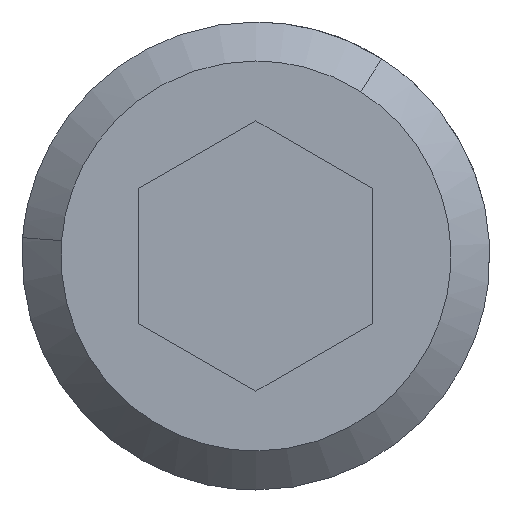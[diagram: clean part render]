
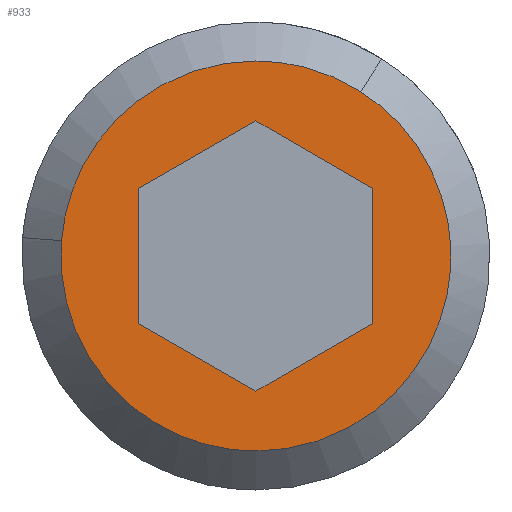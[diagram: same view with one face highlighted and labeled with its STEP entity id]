
A CAD part, front view. The second image highlights one B-rep face of the part: STEP entity #933.
In plain terms, the highlighted free-form (B-spline) face has degree [1, 1] with [2, 2] control points.
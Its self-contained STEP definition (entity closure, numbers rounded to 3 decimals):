
#271=CARTESIAN_POINT('',(1.345,-24.55,2.108));
#272=VERTEX_POINT('',#271);
#278=CARTESIAN_POINT('',(0.0,-24.55,-2.5));
#279=VERTEX_POINT('',#278);
#280=CARTESIAN_POINT('',(0.0,-24.55,-2.5));
#281=CARTESIAN_POINT('',(2.5,-24.55,-2.5));
#282=CARTESIAN_POINT('',(2.5,-24.55,0.));
#283=CARTESIAN_POINT('',(2.5,-24.55,1.37));
#284=CARTESIAN_POINT('',(1.345,-24.55,2.108));
#292=(BOUNDED_CURVE()B_SPLINE_CURVE(2,(#280,#281,#282,#283,#284),.UNSPECIFIED.,.F.,.U.)B_SPLINE_CURVE_WITH_KNOTS((3,2,3),(0.0,0.25,0.408),.UNSPECIFIED.)CURVE()GEOMETRIC_REPRESENTATION_ITEM()RATIONAL_B_SPLINE_CURVE((1.0,0.707,1.0,0.815,0.864))REPRESENTATION_ITEM(''));
#293=EDGE_CURVE('',#279,#272,#292,.T.);
#295=CARTESIAN_POINT('',(-2.492,-24.55,0.196));
#296=VERTEX_POINT('',#295);
#297=CARTESIAN_POINT('',(-2.492,-24.55,0.196));
#298=CARTESIAN_POINT('',(-2.5,-24.55,0.098));
#299=CARTESIAN_POINT('',(-2.5,-24.55,0.));
#300=CARTESIAN_POINT('',(-2.5,-24.55,-2.5));
#301=CARTESIAN_POINT('',(0.0,-24.55,-2.5));
#309=(BOUNDED_CURVE()B_SPLINE_CURVE(2,(#297,#298,#299,#300,#301),.UNSPECIFIED.,.F.,.U.)B_SPLINE_CURVE_WITH_KNOTS((3,2,3),(0.736,0.75,1.0),.UNSPECIFIED.)CURVE()GEOMETRIC_REPRESENTATION_ITEM()RATIONAL_B_SPLINE_CURVE((0.97,0.984,1.0,0.707,1.0))REPRESENTATION_ITEM(''));
#310=EDGE_CURVE('',#296,#279,#309,.T.);
#414=CARTESIAN_POINT('',(0.0,-24.55,2.5));
#415=VERTEX_POINT('',#414);
#416=CARTESIAN_POINT('',(0.0,-24.55,2.5));
#417=CARTESIAN_POINT('',(-2.311,-24.55,2.5));
#418=CARTESIAN_POINT('',(-2.492,-24.55,0.196));
#426=(BOUNDED_CURVE()B_SPLINE_CURVE(2,(#416,#417,#418),.UNSPECIFIED.,.F.,.U.)B_SPLINE_CURVE_WITH_KNOTS((3,3),(0.5,0.736),.UNSPECIFIED.)CURVE()GEOMETRIC_REPRESENTATION_ITEM()RATIONAL_B_SPLINE_CURVE((1.0,0.723,0.97))REPRESENTATION_ITEM(''));
#427=EDGE_CURVE('',#415,#296,#426,.T.);
#429=CARTESIAN_POINT('',(1.345,-24.55,2.108));
#430=CARTESIAN_POINT('',(0.73,-24.55,2.5));
#431=CARTESIAN_POINT('',(0.0,-24.55,2.5));
#439=(BOUNDED_CURVE()B_SPLINE_CURVE(2,(#429,#430,#431),.UNSPECIFIED.,.F.,.U.)B_SPLINE_CURVE_WITH_KNOTS((3,3),(0.408,0.5),.UNSPECIFIED.)CURVE()GEOMETRIC_REPRESENTATION_ITEM()RATIONAL_B_SPLINE_CURVE((0.864,0.892,1.0))REPRESENTATION_ITEM(''));
#440=EDGE_CURVE('',#272,#415,#439,.T.);
#787=CARTESIAN_POINT('',(0.,-24.55,1.732));
#788=VERTEX_POINT('',#787);
#789=CARTESIAN_POINT('',(-1.5,-24.55,0.866));
#790=VERTEX_POINT('',#789);
#791=CARTESIAN_POINT('',(0.,-24.55,1.732));
#792=CARTESIAN_POINT('',(-1.5,-24.55,0.866));
#793=QUASI_UNIFORM_CURVE('',1,(#791,#792),.UNSPECIFIED.,.F.,.U.);
#794=EDGE_CURVE('',#788,#790,#793,.T.);
#815=CARTESIAN_POINT('',(1.5,-24.55,0.866));
#816=VERTEX_POINT('',#815);
#817=CARTESIAN_POINT('',(1.5,-24.55,0.866));
#818=CARTESIAN_POINT('',(0.,-24.55,1.732));
#819=QUASI_UNIFORM_CURVE('',1,(#817,#818),.UNSPECIFIED.,.F.,.U.);
#820=EDGE_CURVE('',#816,#788,#819,.T.);
#837=CARTESIAN_POINT('',(1.5,-24.55,-0.866));
#838=VERTEX_POINT('',#837);
#839=CARTESIAN_POINT('',(1.5,-24.55,-0.866));
#840=CARTESIAN_POINT('',(1.5,-24.55,0.866));
#841=QUASI_UNIFORM_CURVE('',1,(#839,#840),.UNSPECIFIED.,.F.,.U.);
#842=EDGE_CURVE('',#838,#816,#841,.T.);
#859=CARTESIAN_POINT('',(0.0,-24.55,-1.732));
#860=VERTEX_POINT('',#859);
#861=CARTESIAN_POINT('',(0.0,-24.55,-1.732));
#862=CARTESIAN_POINT('',(1.5,-24.55,-0.866));
#863=QUASI_UNIFORM_CURVE('',1,(#861,#862),.UNSPECIFIED.,.F.,.U.);
#864=EDGE_CURVE('',#860,#838,#863,.T.);
#881=CARTESIAN_POINT('',(-1.5,-24.55,-0.866));
#882=VERTEX_POINT('',#881);
#883=CARTESIAN_POINT('',(-1.5,-24.55,-0.866));
#884=CARTESIAN_POINT('',(0.0,-24.55,-1.732));
#885=QUASI_UNIFORM_CURVE('',1,(#883,#884),.UNSPECIFIED.,.F.,.U.);
#886=EDGE_CURVE('',#882,#860,#885,.T.);
#903=CARTESIAN_POINT('',(-1.5,-24.55,0.866));
#904=CARTESIAN_POINT('',(-1.5,-24.55,-0.866));
#905=QUASI_UNIFORM_CURVE('',1,(#903,#904),.UNSPECIFIED.,.F.,.U.);
#906=EDGE_CURVE('',#790,#882,#905,.T.);
#914=CARTESIAN_POINT('',(-2.749,-24.55,2.75));
#915=CARTESIAN_POINT('',(-2.749,-24.55,-2.75));
#916=CARTESIAN_POINT('',(2.749,-24.55,2.75));
#917=CARTESIAN_POINT('',(2.749,-24.55,-2.75));
#918=B_SPLINE_SURFACE_WITH_KNOTS('',1,1,((#914,#916),(#915,#917)),.UNSPECIFIED.,.F.,.F.,.U.,(2,2),(2,2),(0.0,5.5),(0.0,5.498),.UNSPECIFIED.);
#919=ORIENTED_EDGE('',*,*,#293,.T.);
#920=ORIENTED_EDGE('',*,*,#440,.T.);
#921=ORIENTED_EDGE('',*,*,#427,.T.);
#922=ORIENTED_EDGE('',*,*,#310,.T.);
#923=EDGE_LOOP('',(#919,#920,#921,#922));
#924=FACE_OUTER_BOUND('',#923,.T.);
#925=ORIENTED_EDGE('',*,*,#906,.F.);
#926=ORIENTED_EDGE('',*,*,#794,.F.);
#927=ORIENTED_EDGE('',*,*,#820,.F.);
#928=ORIENTED_EDGE('',*,*,#842,.F.);
#929=ORIENTED_EDGE('',*,*,#864,.F.);
#930=ORIENTED_EDGE('',*,*,#886,.F.);
#931=EDGE_LOOP('',(#925,#926,#927,#928,#929,#930));
#932=FACE_BOUND('',#931,.T.);
#933=ADVANCED_FACE('',(#924,#932),#918,.T.);
